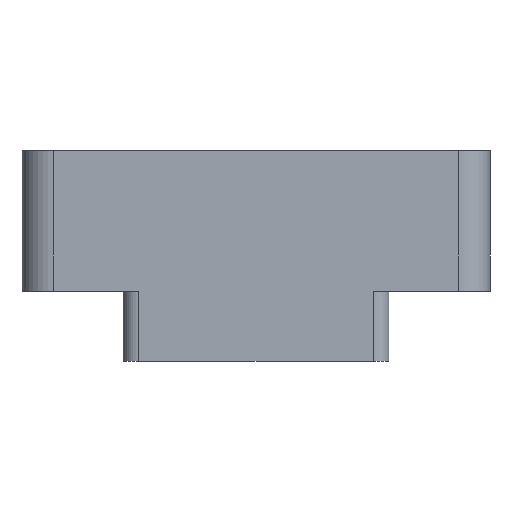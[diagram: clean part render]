
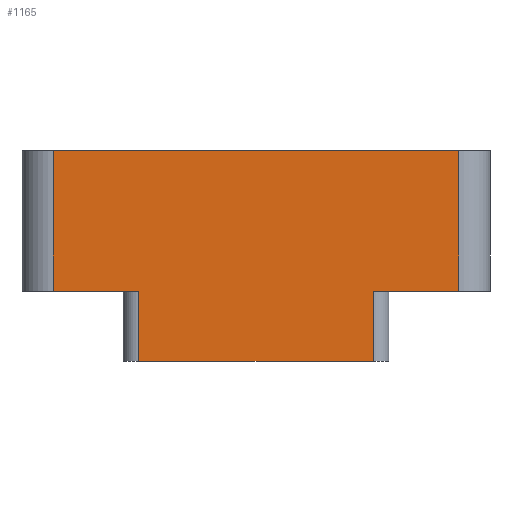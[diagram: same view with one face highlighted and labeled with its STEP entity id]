
A CAD part, front view. The second image highlights one B-rep face of the part: STEP entity #1165.
In plain terms, the highlighted planar face has unit normal (0, -1, 0).
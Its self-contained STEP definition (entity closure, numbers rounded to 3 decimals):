
#37=PLANE('',#1272);
#78=FACE_OUTER_BOUND('',#141,.T.);
#141=EDGE_LOOP('',(#927,#928,#929,#930,#931,#932,#933,#934));
#199=LINE('',#1735,#311);
#208=LINE('',#1775,#320);
#252=LINE('',#1910,#364);
#253=LINE('',#1913,#365);
#254=LINE('',#1915,#366);
#255=LINE('',#1917,#367);
#256=LINE('',#1919,#368);
#257=LINE('',#1920,#369);
#311=VECTOR('',#1370,5.475);
#320=VECTOR('',#1401,5.475);
#364=VECTOR('',#1529,15.);
#365=VECTOR('',#1534,4.5);
#366=VECTOR('',#1537,4.5);
#367=VECTOR('',#1538,9.);
#368=VECTOR('',#1539,25.95);
#369=VECTOR('',#1540,9.);
#490=VERTEX_POINT('',#1732);
#491=VERTEX_POINT('',#1734);
#510=VERTEX_POINT('',#1772);
#511=VERTEX_POINT('',#1774);
#559=VERTEX_POINT('',#1907);
#560=VERTEX_POINT('',#1909);
#561=VERTEX_POINT('',#1916);
#562=VERTEX_POINT('',#1918);
#612=EDGE_CURVE('',#490,#491,#199,.T.);
#632=EDGE_CURVE('',#510,#511,#208,.T.);
#700=EDGE_CURVE('',#559,#560,#252,.T.);
#702=EDGE_CURVE('',#560,#490,#253,.T.);
#703=EDGE_CURVE('',#511,#559,#254,.T.);
#704=EDGE_CURVE('',#510,#561,#255,.T.);
#705=EDGE_CURVE('',#562,#561,#256,.T.);
#706=EDGE_CURVE('',#491,#562,#257,.T.);
#927=ORIENTED_EDGE('',*,*,#612,.F.);
#928=ORIENTED_EDGE('',*,*,#702,.F.);
#929=ORIENTED_EDGE('',*,*,#700,.F.);
#930=ORIENTED_EDGE('',*,*,#703,.F.);
#931=ORIENTED_EDGE('',*,*,#632,.F.);
#932=ORIENTED_EDGE('',*,*,#704,.T.);
#933=ORIENTED_EDGE('',*,*,#705,.F.);
#934=ORIENTED_EDGE('',*,*,#706,.F.);
#1165=ADVANCED_FACE('',(#78),#37,.T.);
#1272=AXIS2_PLACEMENT_3D('',#1914,#1535,#1536);
#1370=DIRECTION('',(-1.,0.,0.));
#1401=DIRECTION('',(-1.,0.,0.));
#1529=DIRECTION('',(-1.,0.,0.));
#1534=DIRECTION('',(0.,0.,1.));
#1535=DIRECTION('center_axis',(0.,-1.,0.));
#1536=DIRECTION('ref_axis',(1.,0.,0.));
#1537=DIRECTION('',(0.,0.,-1.));
#1538=DIRECTION('',(0.,0.,1.));
#1539=DIRECTION('',(1.,0.,0.));
#1540=DIRECTION('',(0.,0.,1.));
#1732=CARTESIAN_POINT('',(-7.5,-6.279,0.3));
#1734=CARTESIAN_POINT('',(-12.975,-6.279,0.3));
#1735=CARTESIAN_POINT('',(12.975,-6.279,0.3));
#1772=CARTESIAN_POINT('',(12.975,-6.279,0.3));
#1774=CARTESIAN_POINT('',(7.5,-6.279,0.3));
#1775=CARTESIAN_POINT('',(12.975,-6.279,0.3));
#1907=CARTESIAN_POINT('',(7.5,-6.279,-4.2));
#1909=CARTESIAN_POINT('',(-7.5,-6.279,-4.2));
#1910=CARTESIAN_POINT('',(-12.975,-6.279,-4.2));
#1913=CARTESIAN_POINT('',(-7.5,-6.279,0.3));
#1914=CARTESIAN_POINT('Origin',(-12.975,-6.279,0.3));
#1915=CARTESIAN_POINT('',(7.5,-6.279,0.3));
#1916=CARTESIAN_POINT('',(12.975,-6.279,9.3));
#1917=CARTESIAN_POINT('',(12.975,-6.279,0.3));
#1918=CARTESIAN_POINT('',(-12.975,-6.279,9.3));
#1919=CARTESIAN_POINT('',(-12.975,-6.279,9.3));
#1920=CARTESIAN_POINT('',(-12.975,-6.279,0.3));
